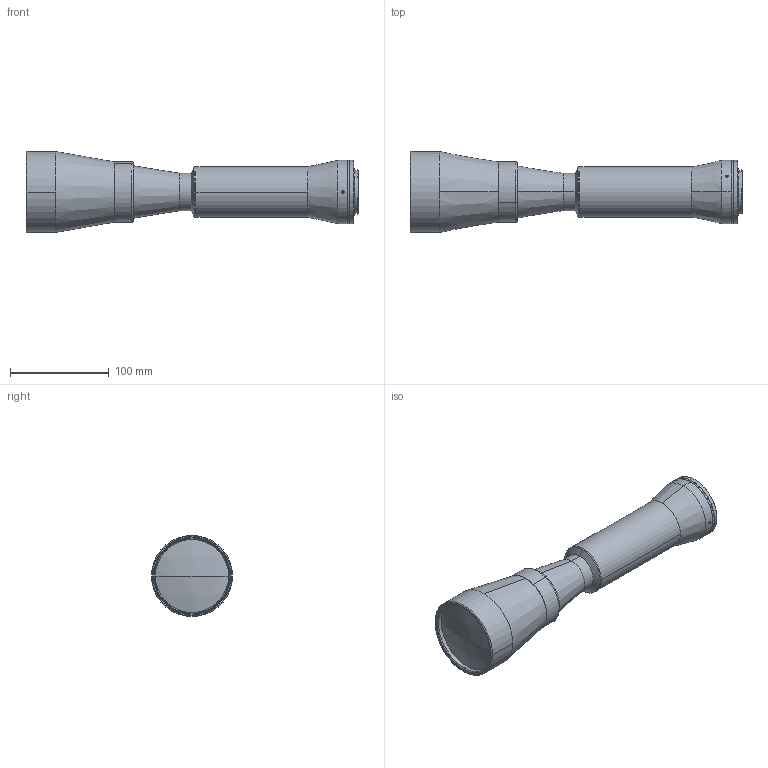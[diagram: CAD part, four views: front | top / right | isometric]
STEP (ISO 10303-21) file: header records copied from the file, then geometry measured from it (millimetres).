
FILE_DESCRIPTION (( 'STEP AP203' ), '1' );
FILE_NAME ('TC12MHR056.step', '2018-09-28T07:58:19', ( '' ), ( '' ), 'SwSTEP 2.0', 'SolidWorks 2017', '' );
FILE_SCHEMA (( 'CONFIG_CONTROL_DESIGN' ));
Length unit declared in the file: millimetre
Products named in the file (1): TC12MHR056
Bounding box: 335.96 x 82 x 82 mm (x, y, z)
Surface area: 85848.4 mm2 (no closed solid volume)
Topology: 0 solids, 9 shells, 95 faces, 270 edges, 184 vertices
Faces by surface type: cylinder 44, plane 23, cone 22, torus 4, sphere 2
Entity records: 3415 total; most frequent: CARTESIAN_POINT 806, DIRECTION 587, ORIENTED_EDGE 449, EDGE_CURVE 270, AXIS2_PLACEMENT_3D 243, VERTEX_POINT 184, CIRCLE 147, EDGE_LOOP 113
